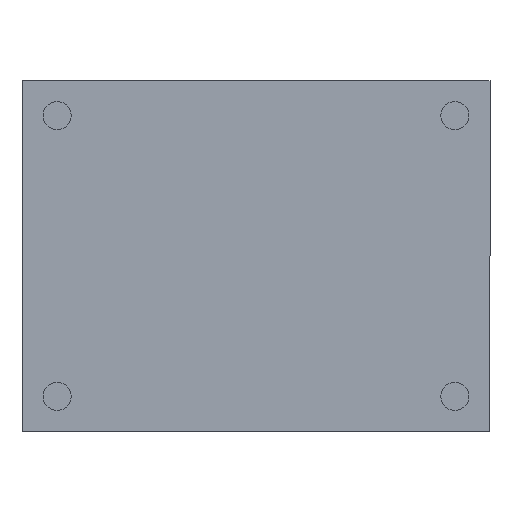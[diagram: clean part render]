
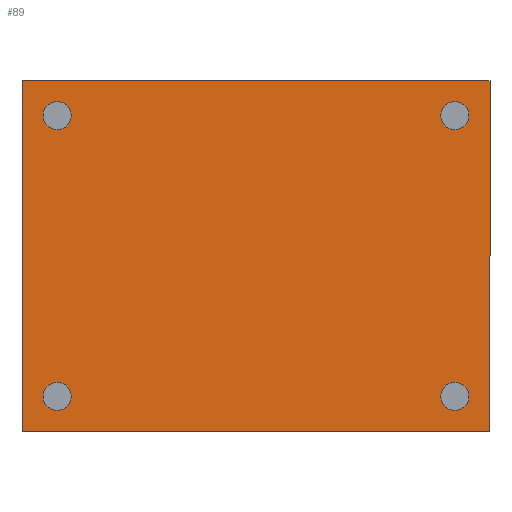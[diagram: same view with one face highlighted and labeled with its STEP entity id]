
A CAD part, front view. The second image highlights one B-rep face of the part: STEP entity #89.
In plain terms, the highlighted planar face has unit normal (0, -1, 0).
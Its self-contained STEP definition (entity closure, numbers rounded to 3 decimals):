
#21 = ORIENTED_EDGE ( 'NONE', *, *, #2129, .F. ) ;
#49 = CARTESIAN_POINT ( 'NONE',  ( -850., 0., -660. ) ) ;
#89 = ADVANCED_FACE ( 'NONE', ( #2302, #795, #1514, #1203, #2166 ), #2752, .F. ) ;
#135 = AXIS2_PLACEMENT_3D ( 'NONE', #2868, #3158, #2579 ) ;
#150 = CIRCLE ( 'NONE', #135, 60. ) ;
#151 = DIRECTION ( 'NONE',  ( 0., 0., 1. ) ) ;
#187 = ORIENTED_EDGE ( 'NONE', *, *, #1040, .F. ) ;
#189 = CARTESIAN_POINT ( 'NONE',  ( -850., 0., -600. ) ) ;
#369 = CARTESIAN_POINT ( 'NONE',  ( -850., 0., 600. ) ) ;
#381 = CARTESIAN_POINT ( 'NONE',  ( 850., 0., 540. ) ) ;
#392 = EDGE_CURVE ( 'NONE', #525, #3154, #150, .T. ) ;
#436 = CIRCLE ( 'NONE', #973, 60. ) ;
#525 = VERTEX_POINT ( 'NONE', #49 ) ;
#537 = EDGE_CURVE ( 'NONE', #1937, #1746, #1926, .T. ) ;
#621 = ORIENTED_EDGE ( 'NONE', *, *, #392, .F. ) ;
#729 = CARTESIAN_POINT ( 'NONE',  ( -1000., 0., -750. ) ) ;
#786 = DIRECTION ( 'NONE',  ( 0., 0., 1. ) ) ;
#795 = FACE_BOUND ( 'NONE', #1533, .T. ) ;
#797 = CARTESIAN_POINT ( 'NONE',  ( 850., 0., -600. ) ) ;
#827 = ORIENTED_EDGE ( 'NONE', *, *, #1570, .F. ) ;
#925 = ORIENTED_EDGE ( 'NONE', *, *, #1996, .F. ) ;
#973 = AXIS2_PLACEMENT_3D ( 'NONE', #2883, #2379, #2634 ) ;
#994 = DIRECTION ( 'NONE',  ( 0., -1., 0. ) ) ;
#1005 = DIRECTION ( 'NONE',  ( 1., 0., 0. ) ) ;
#1040 = EDGE_CURVE ( 'NONE', #2642, #2916, #1130, .T. ) ;
#1088 = EDGE_LOOP ( 'NONE', ( #2866, #827 ) ) ;
#1130 = CIRCLE ( 'NONE', #3157, 60. ) ;
#1183 = EDGE_LOOP ( 'NONE', ( #3042, #3341, #3200, #21 ) ) ;
#1203 = FACE_BOUND ( 'NONE', #1254, .T. ) ;
#1254 = EDGE_LOOP ( 'NONE', ( #3465, #2489 ) ) ;
#1371 = DIRECTION ( 'NONE',  ( -1., 0., 0. ) ) ;
#1379 = VERTEX_POINT ( 'NONE', #3364 ) ;
#1423 = AXIS2_PLACEMENT_3D ( 'NONE', #369, #1831, #2610 ) ;
#1425 = EDGE_CURVE ( 'NONE', #1488, #2238, #436, .T. ) ;
#1470 = AXIS2_PLACEMENT_3D ( 'NONE', #2120, #3222, #151 ) ;
#1488 = VERTEX_POINT ( 'NONE', #2940 ) ;
#1490 = EDGE_CURVE ( 'NONE', #1746, #2005, #1824, .T. ) ;
#1491 = EDGE_LOOP ( 'NONE', ( #187, #2315 ) ) ;
#1498 = DIRECTION ( 'NONE',  ( 0., 0., 1. ) ) ;
#1514 = FACE_BOUND ( 'NONE', #1088, .T. ) ;
#1527 = EDGE_CURVE ( 'NONE', #1929, #1851, #3264, .T. ) ;
#1533 = EDGE_LOOP ( 'NONE', ( #925, #621 ) ) ;
#1557 = LINE ( 'NONE', #3307, #2422 ) ;
#1570 = EDGE_CURVE ( 'NONE', #2238, #1488, #2346, .T. ) ;
#1597 = DIRECTION ( 'NONE',  ( 0., 0., 1. ) ) ;
#1599 = CARTESIAN_POINT ( 'NONE',  ( -850., 0., 660. ) ) ;
#1623 = DIRECTION ( 'NONE',  ( 0., -1., 0. ) ) ;
#1667 = VECTOR ( 'NONE', #1371, 1000. ) ;
#1670 = EDGE_CURVE ( 'NONE', #2005, #1379, #1557, .T. ) ;
#1746 = VERTEX_POINT ( 'NONE', #3096 ) ;
#1781 = CARTESIAN_POINT ( 'NONE',  ( -850., 0., -540. ) ) ;
#1824 = LINE ( 'NONE', #2747, #3312 ) ;
#1831 = DIRECTION ( 'NONE',  ( 0., -1., 0. ) ) ;
#1851 = VERTEX_POINT ( 'NONE', #381 ) ;
#1920 = EDGE_CURVE ( 'NONE', #2916, #2642, #3215, .T. ) ;
#1926 = LINE ( 'NONE', #3121, #3284 ) ;
#1929 = VERTEX_POINT ( 'NONE', #3445 ) ;
#1937 = VERTEX_POINT ( 'NONE', #729 ) ;
#1996 = EDGE_CURVE ( 'NONE', #3154, #525, #3017, .T. ) ;
#2005 = VERTEX_POINT ( 'NONE', #2420 ) ;
#2120 = CARTESIAN_POINT ( 'NONE',  ( 850., 0., 600. ) ) ;
#2129 = EDGE_CURVE ( 'NONE', #1379, #1937, #2223, .T. ) ;
#2166 = FACE_OUTER_BOUND ( 'NONE', #1183, .T. ) ;
#2206 = CARTESIAN_POINT ( 'NONE',  ( 850., 0., -660. ) ) ;
#2223 = LINE ( 'NONE', #3032, #1667 ) ;
#2226 = DIRECTION ( 'NONE',  ( 0., 0., 1. ) ) ;
#2238 = VERTEX_POINT ( 'NONE', #2206 ) ;
#2302 = FACE_BOUND ( 'NONE', #1491, .T. ) ;
#2315 = ORIENTED_EDGE ( 'NONE', *, *, #1920, .F. ) ;
#2346 = CIRCLE ( 'NONE', #3139, 60. ) ;
#2351 = CARTESIAN_POINT ( 'NONE',  ( 850., 0., 600. ) ) ;
#2379 = DIRECTION ( 'NONE',  ( 0., -1., 0. ) ) ;
#2420 = CARTESIAN_POINT ( 'NONE',  ( 1000., 0., 750. ) ) ;
#2422 = VECTOR ( 'NONE', #2508, 1000. ) ;
#2489 = ORIENTED_EDGE ( 'NONE', *, *, #3183, .F. ) ;
#2508 = DIRECTION ( 'NONE',  ( 0., 0., -1. ) ) ;
#2555 = AXIS2_PLACEMENT_3D ( 'NONE', #2351, #2902, #1597 ) ;
#2579 = DIRECTION ( 'NONE',  ( 0., 0., 1. ) ) ;
#2610 = DIRECTION ( 'NONE',  ( 0., 0., 1. ) ) ;
#2626 = CIRCLE ( 'NONE', #2555, 60. ) ;
#2634 = DIRECTION ( 'NONE',  ( 0., 0., 1. ) ) ;
#2642 = VERTEX_POINT ( 'NONE', #1599 ) ;
#2649 = AXIS2_PLACEMENT_3D ( 'NONE', #3573, #3049, #2226 ) ;
#2674 = DIRECTION ( 'NONE',  ( 0., -1., 0. ) ) ;
#2747 = CARTESIAN_POINT ( 'NONE',  ( -1000., 0., 750. ) ) ;
#2748 = AXIS2_PLACEMENT_3D ( 'NONE', #189, #2674, #3239 ) ;
#2752 = PLANE ( 'NONE',  #2649 ) ;
#2866 = ORIENTED_EDGE ( 'NONE', *, *, #1425, .F. ) ;
#2868 = CARTESIAN_POINT ( 'NONE',  ( -850., 0., -600. ) ) ;
#2883 = CARTESIAN_POINT ( 'NONE',  ( 850., 0., -600. ) ) ;
#2902 = DIRECTION ( 'NONE',  ( 0., -1., 0. ) ) ;
#2916 = VERTEX_POINT ( 'NONE', #3021 ) ;
#2940 = CARTESIAN_POINT ( 'NONE',  ( 850., 0., -540. ) ) ;
#3009 = CARTESIAN_POINT ( 'NONE',  ( -850., 0., 600. ) ) ;
#3017 = CIRCLE ( 'NONE', #2748, 60. ) ;
#3021 = CARTESIAN_POINT ( 'NONE',  ( -850., 0., 540. ) ) ;
#3032 = CARTESIAN_POINT ( 'NONE',  ( -1000., 0., -750. ) ) ;
#3042 = ORIENTED_EDGE ( 'NONE', *, *, #1670, .F. ) ;
#3049 = DIRECTION ( 'NONE',  ( 0., 1., 0. ) ) ;
#3096 = CARTESIAN_POINT ( 'NONE',  ( -1000., 0., 750. ) ) ;
#3121 = CARTESIAN_POINT ( 'NONE',  ( -1000., 0., -750. ) ) ;
#3139 = AXIS2_PLACEMENT_3D ( 'NONE', #797, #994, #3191 ) ;
#3154 = VERTEX_POINT ( 'NONE', #1781 ) ;
#3157 = AXIS2_PLACEMENT_3D ( 'NONE', #3009, #1623, #786 ) ;
#3158 = DIRECTION ( 'NONE',  ( 0., -1., 0. ) ) ;
#3183 = EDGE_CURVE ( 'NONE', #1851, #1929, #2626, .T. ) ;
#3191 = DIRECTION ( 'NONE',  ( 0., 0., 1. ) ) ;
#3200 = ORIENTED_EDGE ( 'NONE', *, *, #537, .F. ) ;
#3215 = CIRCLE ( 'NONE', #1423, 60. ) ;
#3222 = DIRECTION ( 'NONE',  ( 0., -1., 0. ) ) ;
#3239 = DIRECTION ( 'NONE',  ( 0., 0., 1. ) ) ;
#3264 = CIRCLE ( 'NONE', #1470, 60. ) ;
#3284 = VECTOR ( 'NONE', #1498, 1000. ) ;
#3307 = CARTESIAN_POINT ( 'NONE',  ( 1000., 0., -750. ) ) ;
#3312 = VECTOR ( 'NONE', #1005, 1000. ) ;
#3341 = ORIENTED_EDGE ( 'NONE', *, *, #1490, .F. ) ;
#3364 = CARTESIAN_POINT ( 'NONE',  ( 1000., 0., -750. ) ) ;
#3445 = CARTESIAN_POINT ( 'NONE',  ( 850., 0., 660. ) ) ;
#3465 = ORIENTED_EDGE ( 'NONE', *, *, #1527, .F. ) ;
#3573 = CARTESIAN_POINT ( 'NONE',  ( 0., 0., 0. ) ) ;
